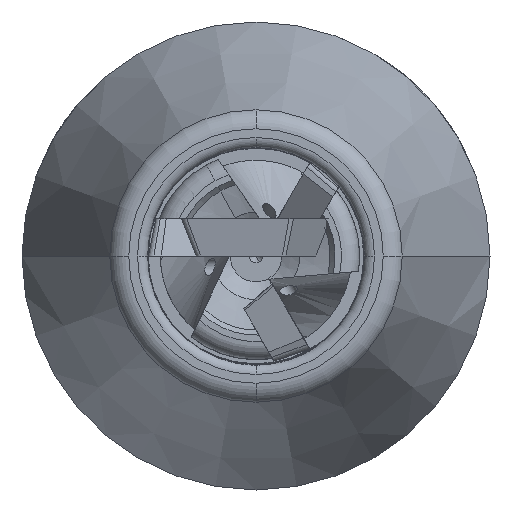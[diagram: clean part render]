
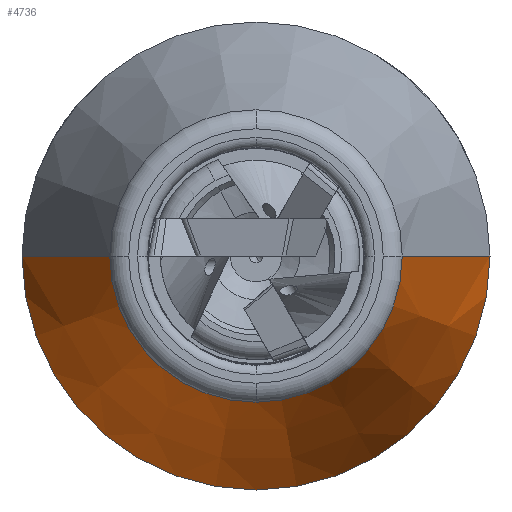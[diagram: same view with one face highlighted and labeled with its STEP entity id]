
A CAD part, front view. The second image highlights one B-rep face of the part: STEP entity #4736.
In plain terms, the highlighted conical face has half-angle 19.892 degrees and reference radius 27.875 mm.
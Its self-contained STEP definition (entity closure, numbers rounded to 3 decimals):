
#4231=CARTESIAN_POINT('',(22.,0.,-34.75));
#4232=VERTEX_POINT('',#4231);
#4239=CARTESIAN_POINT('',(22.,-0.,34.75));
#4240=VERTEX_POINT('',#4239);
#4241=CARTESIAN_POINT('',(22.,0.,0.));
#4242=DIRECTION('',(-1.,0.,0.));
#4243=DIRECTION('',(0.,0.,-1.));
#4244=AXIS2_PLACEMENT_3D('',#4241,#4242,#4243);
#4245=CIRCLE('',#4244,34.75);
#4246=EDGE_CURVE('',#4232,#4240,#4245,.T.);
#4679=CARTESIAN_POINT('',(58.021,-0.,-21.716));
#4680=VERTEX_POINT('',#4679);
#4698=CARTESIAN_POINT('',(41.,0.,0.));
#4699=DIRECTION('',(-1.,0.,0.));
#4700=DIRECTION('',(0.,0.,-1.));
#4701=AXIS2_PLACEMENT_3D('',#4698,#4699,#4700);
#4702=CONICAL_SURFACE('',#4701,27.875,19.892);
#4703=CARTESIAN_POINT('',(22.,0.,-34.75));
#4704=DIRECTION('',(0.94,-0.,0.34));
#4705=VECTOR('',#4704,38.306);
#4706=LINE('',#4703,#4705);
#4707=EDGE_CURVE('',#4232,#4680,#4706,.T.);
#4708=ORIENTED_EDGE('',*,*,#4707,.T.);
#4709=CARTESIAN_POINT('',(58.021,-21.716,-0.));
#4710=VERTEX_POINT('',#4709);
#4711=CARTESIAN_POINT('',(58.021,0.,0.));
#4712=DIRECTION('',(1.,0.,-0.));
#4713=DIRECTION('',(0.,0.,1.));
#4714=AXIS2_PLACEMENT_3D('',#4711,#4712,#4713);
#4715=CIRCLE('',#4714,21.716);
#4716=EDGE_CURVE('',#4710,#4680,#4715,.T.);
#4717=ORIENTED_EDGE('',*,*,#4716,.F.);
#4718=CARTESIAN_POINT('',(58.021,0.,21.716));
#4719=VERTEX_POINT('',#4718);
#4720=CARTESIAN_POINT('',(58.021,0.,0.));
#4721=DIRECTION('',(1.,0.,-0.));
#4722=DIRECTION('',(0.,0.,1.));
#4723=AXIS2_PLACEMENT_3D('',#4720,#4721,#4722);
#4724=CIRCLE('',#4723,21.716);
#4725=EDGE_CURVE('',#4719,#4710,#4724,.T.);
#4726=ORIENTED_EDGE('',*,*,#4725,.F.);
#4727=CARTESIAN_POINT('',(58.021,0.,21.716));
#4728=DIRECTION('',(-0.94,-0.,0.34));
#4729=VECTOR('',#4728,38.306);
#4730=LINE('',#4727,#4729);
#4731=EDGE_CURVE('',#4719,#4240,#4730,.T.);
#4732=ORIENTED_EDGE('',*,*,#4731,.T.);
#4733=ORIENTED_EDGE('',*,*,#4246,.F.);
#4734=EDGE_LOOP('',(#4708,#4717,#4726,#4732,#4733));
#4735=FACE_BOUND('',#4734,.T.);
#4736=ADVANCED_FACE('',(#4735),#4702,.T.);
